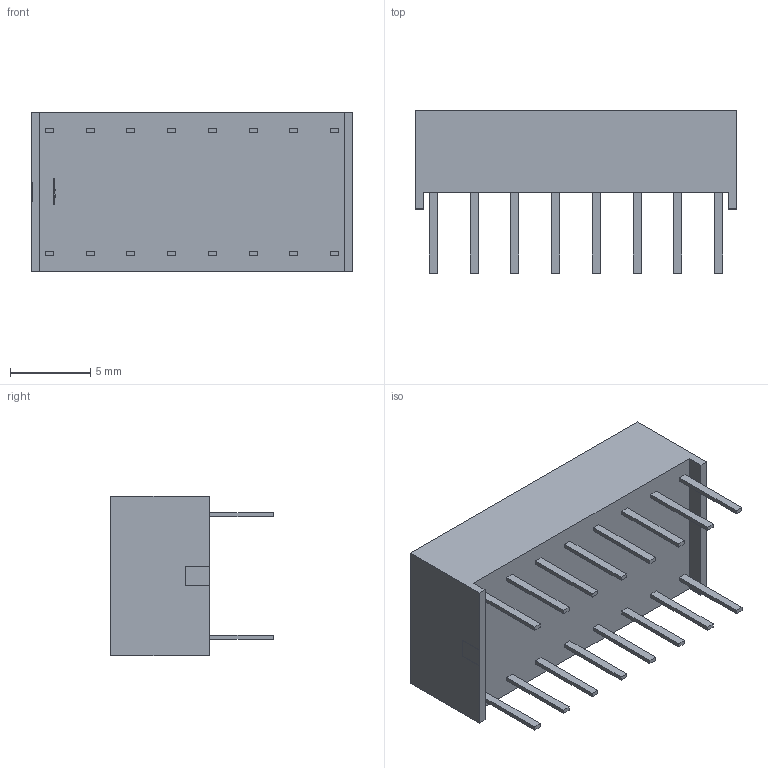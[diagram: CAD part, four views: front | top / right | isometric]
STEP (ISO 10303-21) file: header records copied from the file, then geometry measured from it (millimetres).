
FILE_DESCRIPTION (( 'STEP AP214' ), '1' );
FILE_NAME ('XExx2670.STEP', '2015-09-10T18:00:11', ( '' ), ( '' ), 'SwSTEP 2.0', 'SolidWorks 2012', '' );
FILE_SCHEMA (( 'AUTOMOTIVE_DESIGN' ));
Length unit declared in the file: millimetre
Products named in the file (1): XExx2670
Bounding box: 20.04 x 10.13 x 9.94 mm (x, y, z)
Volume: 1511.8 mm3; surface area: 1401.7 mm2
Topology: 19 solids, 19 shells, 351 faces, 882 edges, 588 vertices
Faces by surface type: plane 263, bspline 88
Entity records: 16596 total; most frequent: CARTESIAN_POINT 5966, ORIENTED_EDGE 1764, DIRECTION 1234, EDGE_CURVE 882, VECTOR 706, LINE 706, VERTEX_POINT 588, EDGE_LOOP 370
